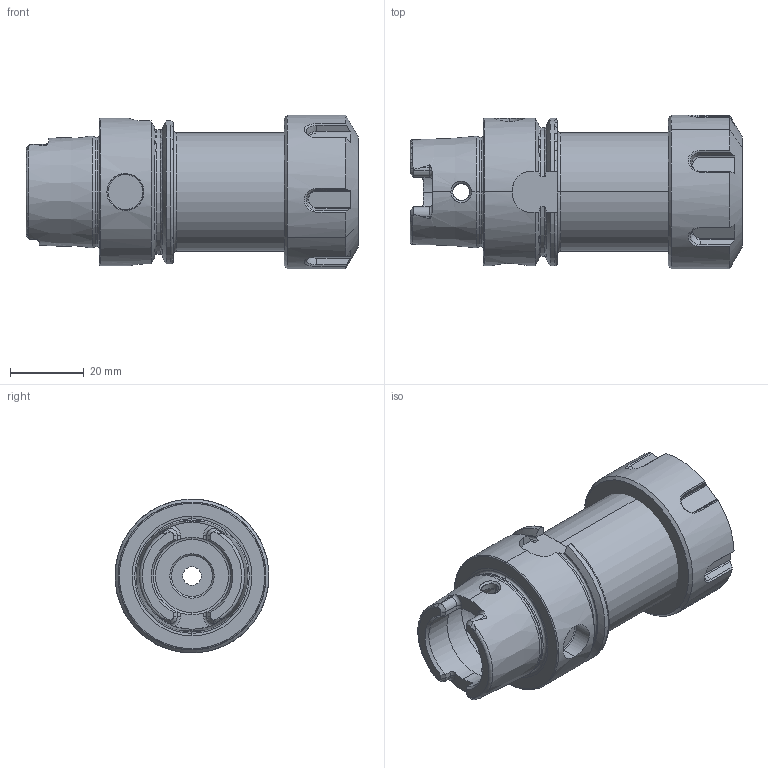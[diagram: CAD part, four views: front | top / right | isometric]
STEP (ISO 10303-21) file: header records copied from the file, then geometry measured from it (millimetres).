
FILE_DESCRIPTION (( 'STEP AP203' ), '1' );
FILE_NAME ('HA4.E25.K01.070.STEP', '2018-02-16T10:16:26', ( 'SWIAdmin' ), ( 'Hewlett-Packard Company' ), 'SwSTEP 2.0', 'SolidWorks 2017', '' );
FILE_SCHEMA (( 'CONFIG_CONTROL_DESIGN' ));
Length unit declared in the file: millimetre
Products named in the file (3): HA4-E25.K01.070_B_Fertigbearbeitung; E25-ER1.001.020; HA4.E25.K01.070
Assembly tree (2 placements, depth 2):
  HA4.E25.K01.070
    HA4-E25.K01.070_B_Fertigbearbeitung
    E25-ER1.001.020
Bounding box: 89.9 x 41.7 x 41.67 mm (x, y, z)
Volume: 55690.6 mm3; surface area: 21548.5 mm2
Topology: 2 solids, 2 shells, 262 faces, 668 edges, 413 vertices
Faces by surface type: plane 98, cylinder 63, cone 56, torus 41, bspline 4
Entity records: 9730 total; most frequent: CARTESIAN_POINT 3269, ORIENTED_EDGE 1336, DIRECTION 1259, EDGE_CURVE 668, AXIS2_PLACEMENT_3D 501, VERTEX_POINT 413, EDGE_LOOP 273, FACE_OUTER_BOUND 262
